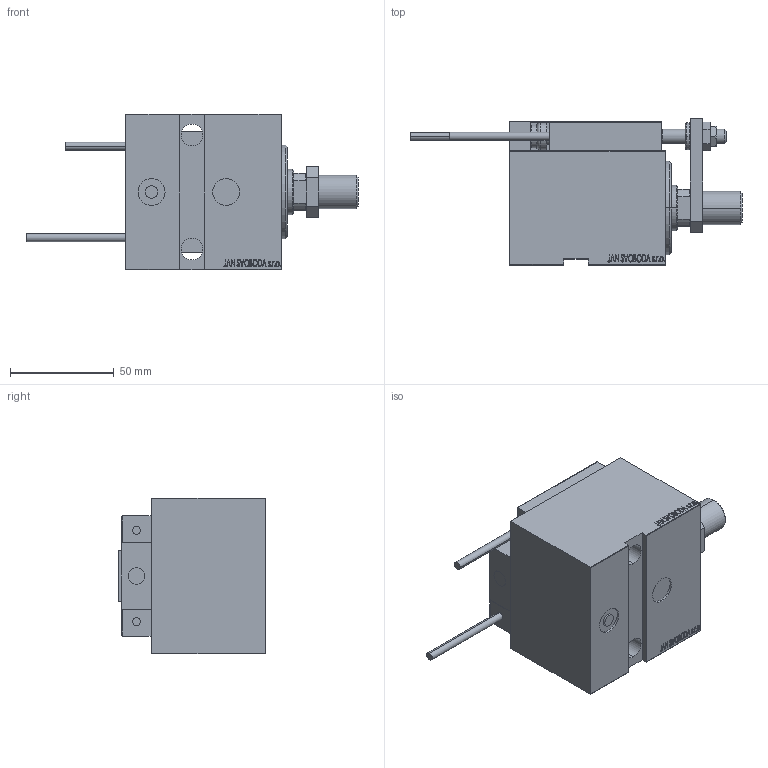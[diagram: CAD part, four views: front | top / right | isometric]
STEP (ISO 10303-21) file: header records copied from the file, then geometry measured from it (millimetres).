
FILE_DESCRIPTION (( 'STEP AP203' ), '1' );
FILE_NAME ('2a35.STEP', '2024-07-12T08:44:12', ( '' ), ( '' ), 'SwSTEP 2.0', 'SolidWorks 2019', '' );
FILE_SCHEMA (( 'CONFIG_CONTROL_DESIGN' ));
Length unit declared in the file: millimetre
Products named in the file (17): V450CM_E_VCP d97cca157d342778def0b8b91f2c1b52; ALLEN BOLT D8 d97cca157d342778def0b8b91f2c1b52; SWITCH DIM B,W d97cca157d342778def0b8b91f2c1b52; SWITCH X d97cca157d342778def0b8b91f2c1b52; NUT_D12 d97cca157d342778def0b8b91f2c1b52; Block d97cca157d342778def0b8b91f2c1b52; V450CM_E_Body d97cca157d342778def0b8b91f2c1b52; MAGNET d97cca157d342778def0b8b91f2c1b52; KONCOVKA d97cca157d342778def0b8b91f2c1b52; 2a35; V450CM_VC_B d97cca157d342778def0b8b91f2c1b52; TYC_L79 d97cca157d342778def0b8b91f2c1b52; ZARAZKA d97cca157d342778def0b8b91f2c1b52; V450CM_MALE_METRIC d97cca157d342778def0b8b91f2c1b52; SWITCH_X_FRONT_BACK d97cca157d342778def0b8b91f2c1b52; NUT_D10 d97cca157d342778def0b8b91f2c1b52; ALLEN BOLT D5 d97cca157d342778def0b8b91f2c1b52
Assembly tree (26 placements, depth 3):
  2a35
    V450CM_E_Body d97cca157d342778def0b8b91f2c1b52
    V450CM_E_VCP d97cca157d342778def0b8b91f2c1b52
    V450CM_VC_B d97cca157d342778def0b8b91f2c1b52
    V450CM_MALE_METRIC d97cca157d342778def0b8b91f2c1b52
    SWITCH X d97cca157d342778def0b8b91f2c1b52
      SWITCH_X_FRONT_BACK d97cca157d342778def0b8b91f2c1b52  x2
      TYC_L79 d97cca157d342778def0b8b91f2c1b52
      Block d97cca157d342778def0b8b91f2c1b52  x2
      ALLEN BOLT D5 d97cca157d342778def0b8b91f2c1b52  x4
      ALLEN BOLT D8 d97cca157d342778def0b8b91f2c1b52  x4
      MAGNET d97cca157d342778def0b8b91f2c1b52  x2
      KONCOVKA d97cca157d342778def0b8b91f2c1b52  x2
    SWITCH DIM B,W d97cca157d342778def0b8b91f2c1b52
    ZARAZKA d97cca157d342778def0b8b91f2c1b52
    NUT_D10 d97cca157d342778def0b8b91f2c1b52
    NUT_D12 d97cca157d342778def0b8b91f2c1b52
Bounding box: 160 x 70.5 x 75 mm (x, y, z)
Volume: 345547.8 mm3; surface area: 78988.1 mm2
Topology: 25 solids, 25 shells, 1286 faces, 3076 edges, 1964 vertices
Faces by surface type: plane 569, bspline 380, cylinder 170, cone 117, torus 46, sphere 4
Entity records: 49884 total; most frequent: CARTESIAN_POINT 25373, ORIENTED_EDGE 5172, DIRECTION 3453, EDGE_CURVE 2586, VERTEX_POINT 1688, LINE 1501, VECTOR 1501, EDGE_LOOP 1186
